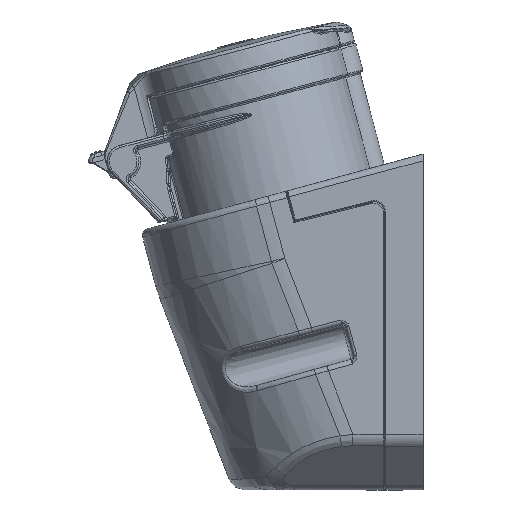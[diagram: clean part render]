
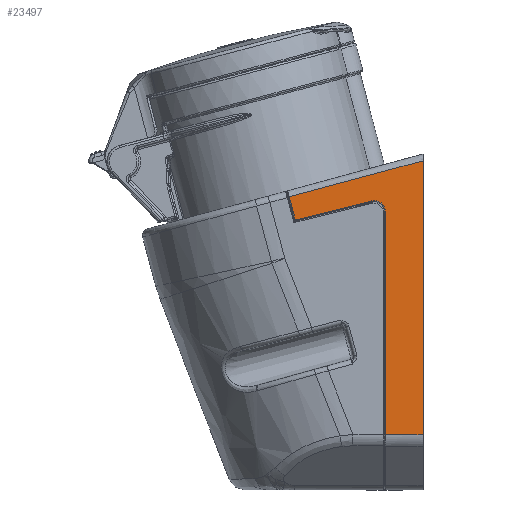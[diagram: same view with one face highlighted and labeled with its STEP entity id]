
A CAD part, left-side view. The second image highlights one B-rep face of the part: STEP entity #23497.
In plain terms, the highlighted planar face has unit normal (-1, 0.004, 0).
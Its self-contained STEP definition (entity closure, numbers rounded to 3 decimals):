
#1502 = ORIENTED_EDGE ( 'NONE', *, *, #64305, .F. ) ;
#1904 = EDGE_CURVE ( 'NONE', #23906, #27914, #91334, .T. ) ;
#2041 = VERTEX_POINT ( 'NONE', #22737 ) ;
#3568 = CARTESIAN_POINT ( 'NONE',  ( -42.446, 15.004, -14.362 ) ) ;
#3604 = CARTESIAN_POINT ( 'NONE',  ( -42.5, 0., -58.309 ) ) ;
#3637 = VECTOR ( 'NONE', #17410, 1000. ) ;
#3879 = CARTESIAN_POINT ( 'NONE',  ( -42.454, 12.864, -15.146 ) ) ;
#4190 = CARTESIAN_POINT ( 'NONE',  ( -42.457, 11.821, -16.779 ) ) ;
#5032 = AXIS2_PLACEMENT_3D ( 'NONE', #28665, #36057, #87211 ) ;
#5864 = LINE ( 'NONE', #57990, #27641 ) ;
#8242 = VERTEX_POINT ( 'NONE', #86026 ) ;
#10015 = CARTESIAN_POINT ( 'NONE',  ( -42.5, 0., -2.071 ) ) ;
#10945 = CARTESIAN_POINT ( 'NONE',  ( -42.447, 14.607, -14.387 ) ) ;
#10981 = CARTESIAN_POINT ( 'NONE',  ( -42.5, 0., -30.19 ) ) ;
#11259 = CARTESIAN_POINT ( 'NONE',  ( -42.455, 12.577, -15.424 ) ) ;
#11267 = VECTOR ( 'NONE', #14694, 1000. ) ;
#11571 = CARTESIAN_POINT ( 'NONE',  ( -42.457, 11.784, -16.928 ) ) ;
#11737 = EDGE_CURVE ( 'NONE', #8242, #44186, #93164, .T. ) ;
#12561 = CARTESIAN_POINT ( 'NONE',  ( -42.351, 41.279, -13.131 ) ) ;
#14694 = DIRECTION ( 'NONE',  ( -0.001, -0.259, -0.966 ) ) ;
#17276 = VECTOR ( 'NONE', #88308, 1000. ) ;
#17410 = DIRECTION ( 'NONE',  ( 0.003, 0.966, -0.259 ) ) ;
#18336 = CARTESIAN_POINT ( 'NONE',  ( -42.448, 14.455, -14.409 ) ) ;
#18643 = CARTESIAN_POINT ( 'NONE',  ( -42.455, 12.444, -15.577 ) ) ;
#18925 = ORIENTED_EDGE ( 'NONE', *, *, #81625, .T. ) ;
#18944 = CARTESIAN_POINT ( 'NONE',  ( -42.457, 11.774, -16.974 ) ) ;
#21296 = PLANE ( 'NONE',  #5032 ) ;
#22737 = CARTESIAN_POINT ( 'NONE',  ( -42.458, 11.701, -86.471 ) ) ;
#23497 = ADVANCED_FACE ( 'NONE', ( #25738 ), #21296, .T. ) ;
#23780 = CARTESIAN_POINT ( 'NONE',  ( -42.458, 11.701, -17.664 ) ) ;
#23906 = VERTEX_POINT ( 'NONE', #44246 ) ;
#25668 = CARTESIAN_POINT ( 'NONE',  ( -42.448, 14.267, -14.444 ) ) ;
#25738 = FACE_OUTER_BOUND ( 'NONE', #86545, .T. ) ;
#25983 = CARTESIAN_POINT ( 'NONE',  ( -42.456, 12.213, -15.89 ) ) ;
#26295 = CARTESIAN_POINT ( 'NONE',  ( -42.458, 11.701, -17.436 ) ) ;
#27127 = VERTEX_POINT ( 'NONE', #45013 ) ;
#27641 = VECTOR ( 'NONE', #80333, 1000. ) ;
#27914 = VERTEX_POINT ( 'NONE', #23780 ) ;
#28665 = CARTESIAN_POINT ( 'NONE',  ( -42.5, 0., 0. ) ) ;
#30099 = CARTESIAN_POINT ( 'NONE',  ( -42.358, 39.349, -20.334 ) ) ;
#30741 = ORIENTED_EDGE ( 'NONE', *, *, #11737, .T. ) ;
#32732 = CARTESIAN_POINT ( 'NONE',  ( -42.445, 15.325, -14.379 ) ) ;
#33053 = CARTESIAN_POINT ( 'NONE',  ( -42.45, 13.895, -14.554 ) ) ;
#33368 = CARTESIAN_POINT ( 'NONE',  ( -42.456, 12.057, -16.173 ) ) ;
#36057 = DIRECTION ( 'NONE',  ( -1., 0.004, 0. ) ) ;
#37152 = CARTESIAN_POINT ( 'NONE',  ( -42.501, -0.312, -86.428 ) ) ;
#40100 = CARTESIAN_POINT ( 'NONE',  ( -42.445, 15.184, -14.369 ) ) ;
#40136 = CARTESIAN_POINT ( 'NONE',  ( -42.5, 0., -86.429 ) ) ;
#40410 = CARTESIAN_POINT ( 'NONE',  ( -42.45, 13.715, -14.624 ) ) ;
#40735 = CARTESIAN_POINT ( 'NONE',  ( -42.457, 12.013, -16.263 ) ) ;
#44186 = VERTEX_POINT ( 'NONE', #83874 ) ;
#44246 = CARTESIAN_POINT ( 'NONE',  ( -42.443, 15.799, -14.462 ) ) ;
#45013 = CARTESIAN_POINT ( 'NONE',  ( -42.358, 39.349, -20.334 ) ) ;
#47292 = ORIENTED_EDGE ( 'NONE', *, *, #63346, .F. ) ;
#47460 = CARTESIAN_POINT ( 'NONE',  ( -42.445, 15.142, -14.367 ) ) ;
#47774 = CARTESIAN_POINT ( 'NONE',  ( -42.452, 13.181, -14.899 ) ) ;
#48088 = CARTESIAN_POINT ( 'NONE',  ( -42.457, 11.882, -16.574 ) ) ;
#48952 = VERTEX_POINT ( 'NONE', #12561 ) ;
#50273 = LINE ( 'NONE', #73238, #11267 ) ;
#51429 = ORIENTED_EDGE ( 'NONE', *, *, #75901, .T. ) ;
#51664 = LINE ( 'NONE', #37152, #17276 ) ;
#54839 = CARTESIAN_POINT ( 'NONE',  ( -42.446, 14.82, -14.365 ) ) ;
#55148 = CARTESIAN_POINT ( 'NONE',  ( -42.454, 12.714, -15.278 ) ) ;
#55469 = CARTESIAN_POINT ( 'NONE',  ( -42.457, 11.795, -16.883 ) ) ;
#57990 = CARTESIAN_POINT ( 'NONE',  ( -42.458, 11.701, -103.5 ) ) ;
#60112 = VECTOR ( 'NONE', #73917, 1000. ) ;
#61890 = CARTESIAN_POINT ( 'NONE',  ( -42.443, 15.689, -14.435 ) ) ;
#62120 = LINE ( 'NONE', #10015, #3637 ) ;
#62210 = CARTESIAN_POINT ( 'NONE',  ( -42.448, 14.516, -14.4 ) ) ;
#62232 = EDGE_CURVE ( 'NONE', #44186, #48952, #62120, .T. ) ;
#62242 = CARTESIAN_POINT ( 'NONE',  ( -42.5, 0., -2.071 ) ) ;
#62412 = LINE ( 'NONE', #30099, #60112 ) ;
#62507 = CARTESIAN_POINT ( 'NONE',  ( -42.455, 12.488, -15.524 ) ) ;
#62824 = CARTESIAN_POINT ( 'NONE',  ( -42.457, 11.777, -16.958 ) ) ;
#62890 = ORIENTED_EDGE ( 'NONE', *, *, #1904, .T. ) ;
#63346 = EDGE_CURVE ( 'NONE', #2041, #27914, #5864, .T. ) ;
#64305 = EDGE_CURVE ( 'NONE', #8242, #2041, #51664, .T. ) ;
#66232 = ORIENTED_EDGE ( 'NONE', *, *, #62232, .T. ) ;
#69529 = CARTESIAN_POINT ( 'NONE',  ( -42.448, 14.427, -14.414 ) ) ;
#69829 = CARTESIAN_POINT ( 'NONE',  ( -42.455, 12.324, -15.73 ) ) ;
#70149 = CARTESIAN_POINT ( 'NONE',  ( -42.458, 11.724, -17.211 ) ) ;
#73238 = CARTESIAN_POINT ( 'NONE',  ( -42.351, 41.279, -13.131 ) ) ;
#73917 = DIRECTION ( 'NONE',  ( -0.004, -0.97, 0.242 ) ) ;
#75629 = CARTESIAN_POINT ( 'NONE',  ( -42.444, 15.522, -14.402 ) ) ;
#75901 = EDGE_CURVE ( 'NONE', #27127, #23906, #62412, .T. ) ;
#76582 = CARTESIAN_POINT ( 'NONE',  ( -42.443, 15.799, -14.462 ) ) ;
#76897 = CARTESIAN_POINT ( 'NONE',  ( -42.449, 14.078, -14.491 ) ) ;
#77210 = CARTESIAN_POINT ( 'NONE',  ( -42.456, 12.101, -16.087 ) ) ;
#77519 = CARTESIAN_POINT ( 'NONE',  ( -42.458, 11.701, -17.664 ) ) ;
#80333 = DIRECTION ( 'NONE',  ( 0., 0., 1. ) ) ;
#81625 = EDGE_CURVE ( 'NONE', #48952, #27127, #50273, .T. ) ;
#83874 = CARTESIAN_POINT ( 'NONE',  ( -42.5, 0., -2.071 ) ) ;
#83893 = CARTESIAN_POINT ( 'NONE',  ( -42.445, 15.226, -14.371 ) ) ;
#84207 = CARTESIAN_POINT ( 'NONE',  ( -42.45, 13.773, -14.6 ) ) ;
#84523 = CARTESIAN_POINT ( 'NONE',  ( -42.457, 12.028, -16.232 ) ) ;
#86026 = CARTESIAN_POINT ( 'NONE',  ( -42.5, 0., -86.429 ) ) ;
#86545 = EDGE_LOOP ( 'NONE', ( #18925, #51429, #62890, #47292, #1502, #30741, #66232 ) ) ;
#87211 = DIRECTION ( 'NONE',  ( -0.004, -1., 0. ) ) ;
#88308 = DIRECTION ( 'NONE',  ( 0.004, 1., -0.004 ) ) ;
#91231 = CARTESIAN_POINT ( 'NONE',  ( -42.445, 15.155, -14.368 ) ) ;
#91334 = B_SPLINE_CURVE_WITH_KNOTS ( 'NONE', 3,
 ( #76582, #61890, #75629, #32732, #83893, #40100, #91231, #47460, #3568, #54839, #10945, #62210, #18336, #69529, #25668, #76897, #33053, #84207, #40410, #91558, #47774, #3879, #55148, #11259, #62507, #18643, #69829, #25983, #77210, #33368, #84523, #40735, #91879, #48088, #4190, #55469, #11571, #62824, #18944, #70149, #26295, #77519 ),
 .UNSPECIFIED., .F., .F.,
 ( 4, 1, 1, 1, 2, 2, 1, 1, 2, 2, 1, 2, 2, 2, 1, 2, 2, 1, 1, 2, 2, 1, 1, 1, 2, 2, 4 ),
 ( 0., 0.062, 0.094, 0.109, 0.117, 0.125, 0.187, 0.219, 0.234, 0.25, 0.312, 0.344, 0.375, 0.5, 0.563, 0.594, 0.625, 0.688, 0.719, 0.734, 0.75, 0.813, 0.844, 0.859, 0.867, 0.875, 1. ),
 .UNSPECIFIED. ) ;
#91558 = CARTESIAN_POINT ( 'NONE',  ( -42.452, 13.409, -14.761 ) ) ;
#91879 = CARTESIAN_POINT ( 'NONE',  ( -42.457, 11.949, -16.403 ) ) ;
#93164 = B_SPLINE_CURVE_WITH_KNOTS ( 'NONE', 3,
 ( #40136, #3604, #10981, #62242 ),
 .UNSPECIFIED., .F., .F.,
 ( 4, 4 ),
 ( 0., 1. ),
 .UNSPECIFIED. ) ;
